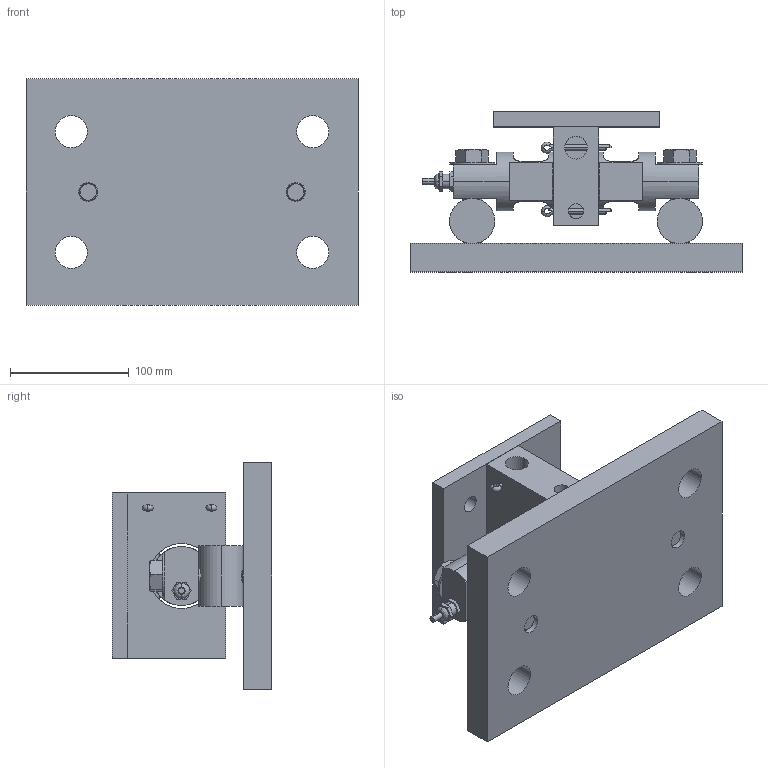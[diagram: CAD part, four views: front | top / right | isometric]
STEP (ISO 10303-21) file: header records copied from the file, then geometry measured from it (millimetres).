
FILE_DESCRIPTION (( 'STEP AP203' ), '1' );
FILE_NAME ('102DSM3-(5-20)kLB.STEP', '2024-11-18T23:30:52', ( '' ), ( '' ), 'SwSTEP 2.0', 'SolidWorks 2023', '' );
FILE_SCHEMA (( 'CONFIG_CONTROL_DESIGN' ));
Length unit declared in the file: millimetre
Products named in the file (14): 102DS-(5-20)klb.step; 102DS-(5-20)klb v2.step; 92141A035_18-8 Stainless Steel Washer.step; 98350A475_Cotter Pin.step; plate 1^102DSM3-(5-20)kLB; 91257A828_Zinc Yellow-Chromate Plated Hex Head Screw.step; pin 1^102DSM3-(5-20)kLB; Part33^102DSM3-(5-20)kLB; plate 2^102DSM3-(5-20)kLB; pin 2^102DSM3-(5-20)kLB; round base^102DSM3-(5-20)kLB; 102DSM3-(5-20)kLB; 102DS-(5-20)klb v2; Connector.step
Assembly tree (16 placements, depth 4):
  102DSM3-(5-20)kLB
    plate 2^102DSM3-(5-20)kLB
    round base^102DSM3-(5-20)kLB
    plate 1^102DSM3-(5-20)kLB
    Part33^102DSM3-(5-20)kLB
    91257A828_Zinc Yellow-Chromate Plated Hex Head Screw.step  x2
    92141A035_18-8 Stainless Steel Washer.step  x2
    98350A475_Cotter Pin.step  x2
    pin 1^102DSM3-(5-20)kLB
    pin 2^102DSM3-(5-20)kLB
    102DS-(5-20)klb v2
      102DS-(5-20)klb v2.step
        Connector.step
        102DS-(5-20)klb.step
Bounding box: 279.4 x 134.6 x 190.5 mm (x, y, z)
Volume: 2247847.3 mm3; surface area: 322724.9 mm2
Topology: 15 solids, 15 shells, 440 faces, 1116 edges, 725 vertices
Faces by surface type: cylinder 231, plane 147, cone 30, torus 24, bspline 8
Entity records: 16351 total; most frequent: CARTESIAN_POINT 7716, ORIENTED_EDGE 1508, DIRECTION 1458, EDGE_CURVE 754, AXIS2_PLACEMENT_3D 555, VERTEX_POINT 492, EDGE_LOOP 354, VECTOR 348
